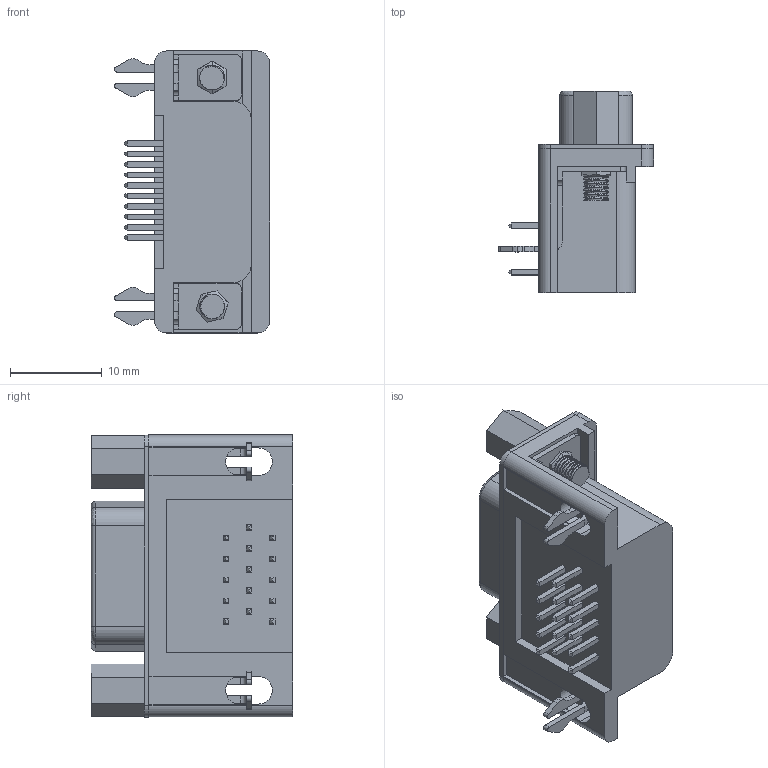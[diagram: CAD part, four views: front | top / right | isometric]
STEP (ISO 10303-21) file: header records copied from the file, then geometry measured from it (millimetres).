
FILE_DESCRIPTION(('FreeCAD Model'),'2;1');
FILE_NAME('Open CASCADE Shape Model','2021-11-03T04:25:23',('Author'),( ''),'Open CASCADE STEP processor 7.5','FreeCAD','Unknown');
FILE_SCHEMA(('AUTOMOTIVE_DESIGN { 1 0 10303 214 1 1 1 1 }'));
Length unit declared in the file: millimetre
Products named in the file (6): 7916-15FAA-6MM; ¹s¥񲾀; A1-7906-09FAA; ¹s¥񱾀; ¹s¥񮾀; ¹s¥񯾀
Assembly tree (8 placements, depth 2):
  7916-15FAA-6MM
    ¹s¥񲾀  x2
    A1-7906-09FAA  x2
    ¹s¥񱾀  x2
    ¹s¥񮾀
    ¹s¥񯾀
Bounding box: 16.94 x 22 x 30.82 mm (x, y, z)
Volume: 4769.1 mm3; surface area: 4465 mm2
Topology: 8 solids, 8 shells, 512 faces, 1286 edges, 823 vertices
Faces by surface type: plane 262, cylinder 195, bspline 51, cone 4
Entity records: 33683 total; most frequent: CARTESIAN_POINT 23131, ORIENTED_EDGE 1898, DIRECTION 1639, EDGE_CURVE 949, VERTEX_POINT 599, LINE 589, VECTOR 589, AXIS2_PLACEMENT_3D 525
